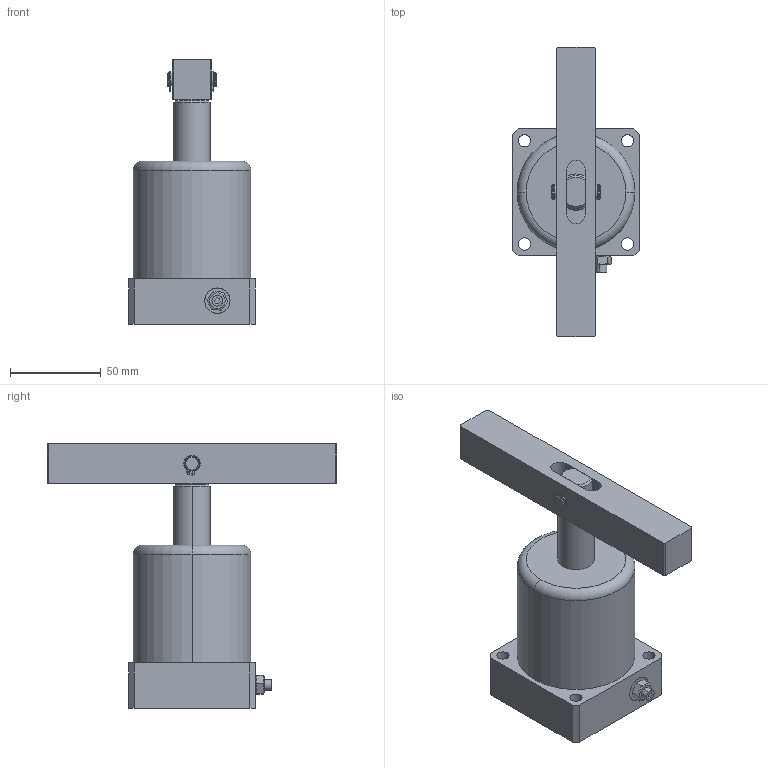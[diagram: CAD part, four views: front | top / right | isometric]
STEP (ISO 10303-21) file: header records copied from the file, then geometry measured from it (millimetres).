
FILE_DESCRIPTION (( 'STEP AP203' ), '1' );
FILE_NAME ('HASC-MF50D.STEP', '2020-09-15T09:18:10', ( '微软用户' ), ( '微软中国' ), 'SwSTEP 2.0', 'SolidWorks 2012', '' );
FILE_SCHEMA (( 'CONFIG_CONTROL_DESIGN' ));
Length unit declared in the file: millimetre
Products named in the file (7): HASC-MF50D; circlips for shaft--type a small gb_GB_CONNECTING_PIECE_RING_RRA 7; 覃誹蹟譫; HASC-MF50D种隊; HASC-MF50掛极; HASC-50D 活塞杆; HASC-MF50D邧揤旋
Assembly tree (7 placements, depth 2):
  HASC-MF50D
    HASC-MF50掛极
    HASC-50D 活塞杆
    HASC-MF50D邧揤旋
    HASC-MF50D种隊
    覃誹蹟譫
    circlips for shaft--type a small gb_GB_CONNECTING_PIECE_RING_RRA 7  x2
Bounding box: 70 x 160 x 146 mm (x, y, z)
Volume: 358383.1 mm3; surface area: 72995.2 mm2
Topology: 7 solids, 7 shells, 237 faces, 577 edges, 375 vertices
Faces by surface type: plane 110, cylinder 87, cone 18, bspline 16, torus 6
Entity records: 7881 total; most frequent: CARTESIAN_POINT 2025, DIRECTION 1064, ORIENTED_EDGE 1036, EDGE_CURVE 518, AXIS2_PLACEMENT_3D 384, VERTEX_POINT 337, VECTOR 296, LINE 296
